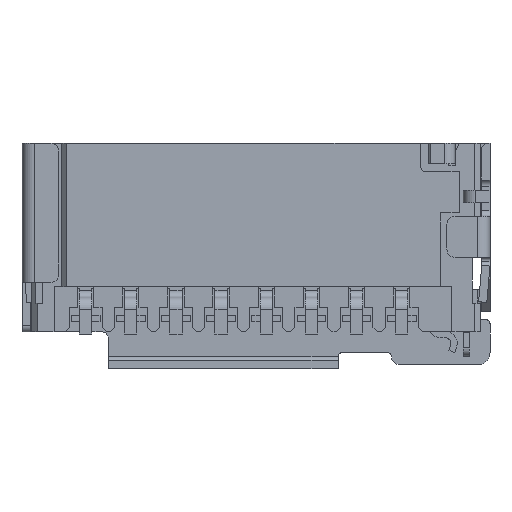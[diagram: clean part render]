
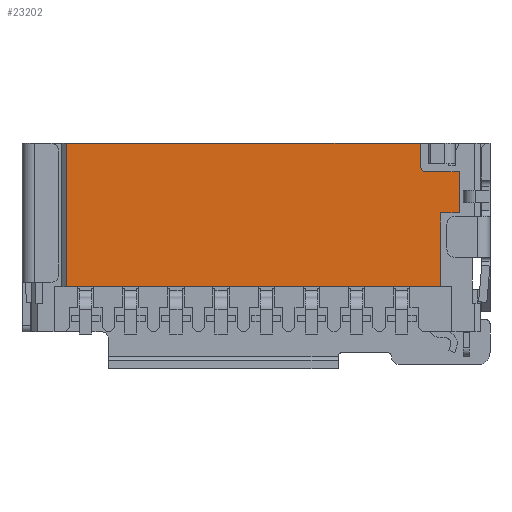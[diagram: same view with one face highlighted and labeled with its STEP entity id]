
A CAD part, front view. The second image highlights one B-rep face of the part: STEP entity #23202.
In plain terms, the highlighted planar face has unit normal (0, -1, 0).
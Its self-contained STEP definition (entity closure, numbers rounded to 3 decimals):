
#2959=DIRECTION('',(1.,0.,0.));
#2960=VECTOR('',#2959,8.62);
#2961=CARTESIAN_POINT('',(-4.62,-1.6,2.3));
#2962=LINE('',#2961,#2960);
#8379=DIRECTION('',(1.,0.,0.));
#8380=VECTOR('',#8379,9.12);
#8381=CARTESIAN_POINT('',(-4.62,-1.6,-1.2));
#8382=LINE('',#8381,#8380);
#8383=DIRECTION('',(0.,0.,1.));
#8384=VECTOR('',#8383,3.5);
#8385=CARTESIAN_POINT('',(-4.62,-1.6,-1.2));
#8386=LINE('',#8385,#8384);
#8387=DIRECTION('',(0.,0.,-1.));
#8388=VECTOR('',#8387,0.55);
#8389=CARTESIAN_POINT('',(4.,-1.6,2.3));
#8390=LINE('',#8389,#8388);
#8391=CARTESIAN_POINT('',(4.15,-1.6,1.75));
#8392=DIRECTION('',(0.,-1.,0.));
#8393=DIRECTION('',(-1.,0.,0.));
#8394=AXIS2_PLACEMENT_3D('',#8391,#8392,#8393);
#8396=DIRECTION('',(-1.,0.,0.));
#8397=VECTOR('',#8396,0.8);
#8398=CARTESIAN_POINT('',(4.95,-1.6,1.6));
#8399=LINE('',#8398,#8397);
#8400=DIRECTION('',(0.,0.,1.));
#8401=VECTOR('',#8400,1.);
#8402=CARTESIAN_POINT('',(4.95,-1.6,0.6));
#8403=LINE('',#8402,#8401);
#8404=DIRECTION('',(-1.,0.,0.));
#8405=VECTOR('',#8404,0.45);
#8406=CARTESIAN_POINT('',(4.95,-1.6,0.6));
#8407=LINE('',#8406,#8405);
#8408=DIRECTION('',(0.,0.,-1.));
#8409=VECTOR('',#8408,1.8);
#8410=CARTESIAN_POINT('',(4.5,-1.6,0.6));
#8411=LINE('',#8410,#8409);
#9364=CARTESIAN_POINT('',(-4.62,-1.6,2.3));
#9366=VERTEX_POINT('',#9364);
#9386=CARTESIAN_POINT('',(4.,-1.6,2.3));
#9388=VERTEX_POINT('',#9386);
#9390=CARTESIAN_POINT('',(4.,-1.6,1.75));
#9391=VERTEX_POINT('',#9390);
#9392=CARTESIAN_POINT('',(4.15,-1.6,1.6));
#9393=VERTEX_POINT('',#9392);
#9394=CARTESIAN_POINT('',(4.95,-1.6,1.6));
#9395=VERTEX_POINT('',#9394);
#9396=CARTESIAN_POINT('',(4.95,-1.6,0.6));
#9397=CARTESIAN_POINT('',(4.5,-1.6,0.6));
#9398=VERTEX_POINT('',#9396);
#9399=VERTEX_POINT('',#9397);
#9436=CARTESIAN_POINT('',(-4.62,-1.6,-1.2));
#9437=CARTESIAN_POINT('',(4.5,-1.6,-1.2));
#9438=VERTEX_POINT('',#9436);
#9439=VERTEX_POINT('',#9437);
#23180=CARTESIAN_POINT('',(-5.47,-1.6,-2.3));
#23181=DIRECTION('',(0.,-1.,0.));
#23182=DIRECTION('',(1.,0.,0.));
#23183=AXIS2_PLACEMENT_3D('',#23180,#23181,#23182);
#23184=PLANE('',#23183);
#23185=ORIENTED_EDGE('',*,*,#17203,.F.);
#23186=ORIENTED_EDGE('',*,*,#23175,.T.);
#23187=ORIENTED_EDGE('',*,*,#15722,.T.);
#23189=ORIENTED_EDGE('',*,*,#23188,.T.);
#23191=ORIENTED_EDGE('',*,*,#23190,.T.);
#23193=ORIENTED_EDGE('',*,*,#23192,.F.);
#23195=ORIENTED_EDGE('',*,*,#23194,.F.);
#23197=ORIENTED_EDGE('',*,*,#23196,.T.);
#23199=ORIENTED_EDGE('',*,*,#23198,.T.);
#23200=EDGE_LOOP('',(#23185,#23186,#23187,#23189,#23191,#23193,#23195,#23197,
#23199));
#23201=FACE_OUTER_BOUND('',#23200,.F.);
#23202=ADVANCED_FACE('',(#23201),#23184,.T.);
#8395=CIRCLE('',#8394,0.15);
#15722=EDGE_CURVE('',#9366,#9388,#2962,.T.);
#17203=EDGE_CURVE('',#9438,#9439,#8382,.T.);
#23175=EDGE_CURVE('',#9438,#9366,#8386,.T.);
#23188=EDGE_CURVE('',#9388,#9391,#8390,.T.);
#23190=EDGE_CURVE('',#9391,#9393,#8395,.T.);
#23192=EDGE_CURVE('',#9395,#9393,#8399,.T.);
#23194=EDGE_CURVE('',#9398,#9395,#8403,.T.);
#23196=EDGE_CURVE('',#9398,#9399,#8407,.T.);
#23198=EDGE_CURVE('',#9399,#9439,#8411,.T.);
